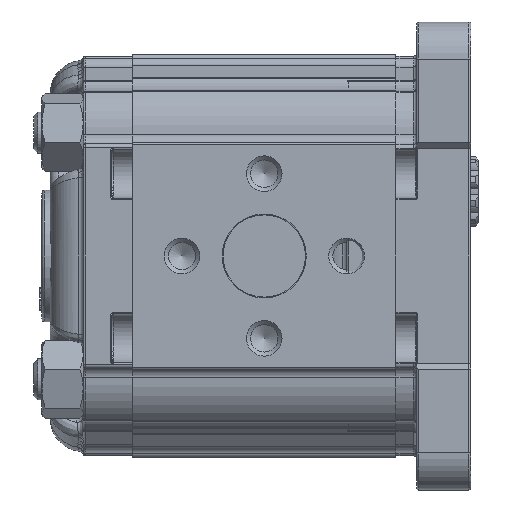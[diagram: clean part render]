
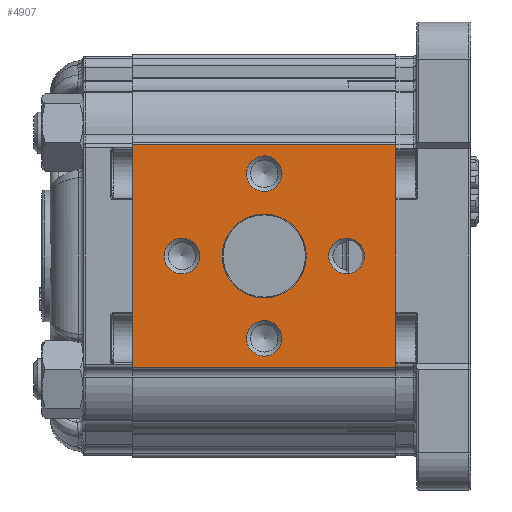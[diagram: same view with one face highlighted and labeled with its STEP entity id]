
A CAD part, left-side view. The second image highlights one B-rep face of the part: STEP entity #4907.
In plain terms, the highlighted planar face has unit normal (-1, 0, 0).
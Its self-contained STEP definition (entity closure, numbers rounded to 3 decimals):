
#4907 = ADVANCED_FACE( '', ( #10388, #10389, #10390, #10391, #10392, #10393 ), #10394, .T. );
#10388 = FACE_BOUND( '', #18567, .T. );
#10389 = FACE_BOUND( '', #18568, .T. );
#10390 = FACE_BOUND( '', #18569, .T. );
#10391 = FACE_BOUND( '', #18570, .T. );
#10392 = FACE_BOUND( '', #18571, .T. );
#10393 = FACE_OUTER_BOUND( '', #18572, .T. );
#10394 = PLANE( '', #18573 );
#18567 = EDGE_LOOP( '', ( #34141 ) );
#18568 = EDGE_LOOP( '', ( #34142 ) );
#18569 = EDGE_LOOP( '', ( #34143 ) );
#18570 = EDGE_LOOP( '', ( #34144 ) );
#18571 = EDGE_LOOP( '', ( #34145 ) );
#18572 = EDGE_LOOP( '', ( #34146, #34147, #34148, #34149 ) );
#18573 = AXIS2_PLACEMENT_3D( '', #34150, #34151, #34152 );
#34141 = ORIENTED_EDGE( '', *, *, #39045, .T. );
#34142 = ORIENTED_EDGE( '', *, *, #43666, .T. );
#34143 = ORIENTED_EDGE( '', *, *, #43667, .T. );
#34144 = ORIENTED_EDGE( '', *, *, #39106, .T. );
#34145 = ORIENTED_EDGE( '', *, *, #43452, .T. );
#34146 = ORIENTED_EDGE( '', *, *, #43124, .F. );
#34147 = ORIENTED_EDGE( '', *, *, #43668, .F. );
#34148 = ORIENTED_EDGE( '', *, *, #42148, .T. );
#34149 = ORIENTED_EDGE( '', *, *, #43218, .T. );
#34150 = CARTESIAN_POINT( '', ( -43., 64., 27.048 ) );
#34151 = DIRECTION( '', ( -1., 0., 0. ) );
#34152 = DIRECTION( '', ( 0., 0., 1. ) );
#39045 = EDGE_CURVE( '', #46793, #46793, #46794, .F. );
#39106 = EDGE_CURVE( '', #46895, #46895, #46896, .F. );
#42148 = EDGE_CURVE( '', #51488, #51486, #51489, .T. );
#43124 = EDGE_CURVE( '', #52696, #52698, #52699, .T. );
#43218 = EDGE_CURVE( '', #51486, #52698, #52811, .T. );
#43452 = EDGE_CURVE( '', #53078, #53078, #53079, .F. );
#43666 = EDGE_CURVE( '', #53299, #53299, #53300, .F. );
#43667 = EDGE_CURVE( '', #53301, #53301, #53302, .F. );
#43668 = EDGE_CURVE( '', #51488, #52696, #53303, .T. );
#46793 = VERTEX_POINT( '', #58698 );
#46794 = CIRCLE( '', #58699, 4.324 );
#46895 = VERTEX_POINT( '', #58898 );
#46896 = CIRCLE( '', #58899, 4.324 );
#51486 = VERTEX_POINT( '', #68062 );
#51488 = VERTEX_POINT( '', #68064 );
#51489 = LINE( '', #68065, #68066 );
#52696 = VERTEX_POINT( '', #70666 );
#52698 = VERTEX_POINT( '', #70668 );
#52699 = LINE( '', #70669, #70670 );
#52811 = LINE( '', #70985, #70986 );
#53078 = VERTEX_POINT( '', #71418 );
#53079 = CIRCLE( '', #71419, 10.2 );
#53299 = VERTEX_POINT( '', #71839 );
#53300 = CIRCLE( '', #71840, 4.324 );
#53301 = VERTEX_POINT( '', #71841 );
#53302 = CIRCLE( '', #71842, 4.324 );
#53303 = LINE( '', #71843, #71844 );
#58698 = CARTESIAN_POINT( '', ( -43., 12., 4.324 ) );
#58699 = AXIS2_PLACEMENT_3D( '', #74423, #74424, #74425 );
#58898 = CARTESIAN_POINT( '', ( -43., 32., 24.324 ) );
#58899 = AXIS2_PLACEMENT_3D( '', #74490, #74491, #74492 );
#68062 = CARTESIAN_POINT( '', ( -43., 64., -27.048 ) );
#68064 = CARTESIAN_POINT( '', ( -43., 64., 27.048 ) );
#68065 = CARTESIAN_POINT( '', ( -43., 64., 27.048 ) );
#68066 = VECTOR( '', #77934, 1000. );
#70666 = CARTESIAN_POINT( '', ( -43., 0., 27.048 ) );
#70668 = CARTESIAN_POINT( '', ( -43., 0., -27.048 ) );
#70669 = CARTESIAN_POINT( '', ( -43., 0., 27.048 ) );
#70670 = VECTOR( '', #78919, 1000. );
#70985 = CARTESIAN_POINT( '', ( -43., 64., -27.048 ) );
#70986 = VECTOR( '', #79010, 1000. );
#71418 = CARTESIAN_POINT( '', ( -43., 32., 10.2 ) );
#71419 = AXIS2_PLACEMENT_3D( '', #79224, #79225, #79226 );
#71839 = CARTESIAN_POINT( '', ( -43., 52., 4.324 ) );
#71840 = AXIS2_PLACEMENT_3D( '', #79377, #79378, #79379 );
#71841 = CARTESIAN_POINT( '', ( -43., 32., -15.677 ) );
#71842 = AXIS2_PLACEMENT_3D( '', #79380, #79381, #79382 );
#71843 = CARTESIAN_POINT( '', ( -43., 64., 27.048 ) );
#71844 = VECTOR( '', #79383, 1000. );
#74423 = CARTESIAN_POINT( '', ( -43., 12., 0. ) );
#74424 = DIRECTION( '', ( -1., 0., 0. ) );
#74425 = DIRECTION( '', ( 0., 0., 1. ) );
#74490 = CARTESIAN_POINT( '', ( -43., 32., 20. ) );
#74491 = DIRECTION( '', ( -1., 0., 0. ) );
#74492 = DIRECTION( '', ( 0., 0., 1. ) );
#77934 = DIRECTION( '', ( 0., 0., -1. ) );
#78919 = DIRECTION( '', ( 0., 0., -1. ) );
#79010 = DIRECTION( '', ( 0., -1., 0. ) );
#79224 = CARTESIAN_POINT( '', ( -43., 32., 0. ) );
#79225 = DIRECTION( '', ( -1., 0., 0. ) );
#79226 = DIRECTION( '', ( 0., 0., 1. ) );
#79377 = CARTESIAN_POINT( '', ( -43., 52., 0. ) );
#79378 = DIRECTION( '', ( -1., 0., 0. ) );
#79379 = DIRECTION( '', ( 0., 0., 1. ) );
#79380 = CARTESIAN_POINT( '', ( -43., 32., -20. ) );
#79381 = DIRECTION( '', ( -1., 0., 0. ) );
#79382 = DIRECTION( '', ( 0., 0., 1. ) );
#79383 = DIRECTION( '', ( 0., -1., 0. ) );
